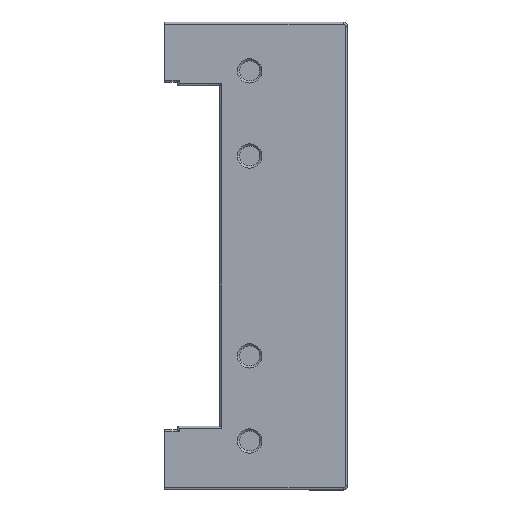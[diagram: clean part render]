
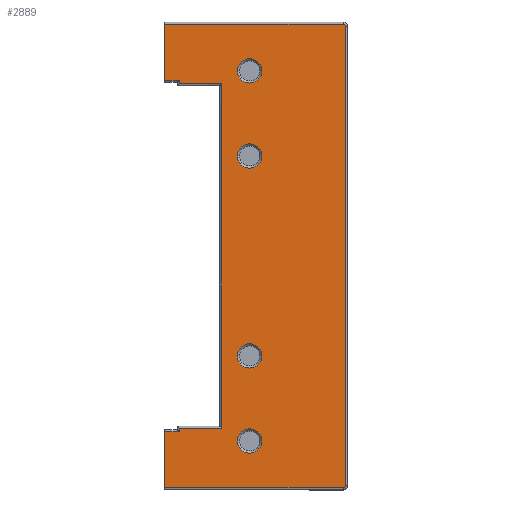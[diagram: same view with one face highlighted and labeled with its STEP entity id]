
A CAD part, top view. The second image highlights one B-rep face of the part: STEP entity #2889.
In plain terms, the highlighted planar face has unit normal (0, 0, 1).
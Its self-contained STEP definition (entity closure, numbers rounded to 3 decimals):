
#57=FACE_BOUND('',#638,.T.);
#58=FACE_BOUND('',#639,.T.);
#59=FACE_BOUND('',#640,.T.);
#60=FACE_BOUND('',#641,.T.);
#225=CIRCLE('',#3110,0.5);
#231=CIRCLE('',#3116,0.5);
#273=CIRCLE('',#3198,2.85);
#274=CIRCLE('',#3199,2.85);
#275=CIRCLE('',#3200,2.85);
#276=CIRCLE('',#3201,2.85);
#442=FACE_OUTER_BOUND('',#637,.T.);
#637=EDGE_LOOP('',(#2313,#2314,#2315,#2316,#2317,#2318,#2319,#2320,#2321,
#2322,#2323,#2324,#2325,#2326));
#638=EDGE_LOOP('',(#2327));
#639=EDGE_LOOP('',(#2328));
#640=EDGE_LOOP('',(#2329));
#641=EDGE_LOOP('',(#2330));
#871=LINE('',#4842,#1104);
#890=LINE('',#4882,#1123);
#891=LINE('',#4884,#1124);
#892=LINE('',#4886,#1125);
#893=LINE('',#4888,#1126);
#894=LINE('',#4890,#1127);
#895=LINE('',#4892,#1128);
#896=LINE('',#4894,#1129);
#897=LINE('',#4896,#1130);
#898=LINE('',#4898,#1131);
#899=LINE('',#4899,#1132);
#900=LINE('',#4900,#1133);
#1104=VECTOR('',#3838,10.);
#1123=VECTOR('',#3897,10.);
#1124=VECTOR('',#3898,10.);
#1125=VECTOR('',#3899,10.);
#1126=VECTOR('',#3900,10.);
#1127=VECTOR('',#3901,10.);
#1128=VECTOR('',#3902,10.);
#1129=VECTOR('',#3903,10.);
#1130=VECTOR('',#3904,10.);
#1131=VECTOR('',#3905,10.);
#1132=VECTOR('',#3906,10.);
#1133=VECTOR('',#3907,10.);
#1341=VERTEX_POINT('',#4681);
#1342=VERTEX_POINT('',#4683);
#1344=VERTEX_POINT('',#4697);
#1346=VERTEX_POINT('',#4701);
#1385=VERTEX_POINT('',#4840);
#1386=VERTEX_POINT('',#4881);
#1387=VERTEX_POINT('',#4883);
#1388=VERTEX_POINT('',#4885);
#1389=VERTEX_POINT('',#4887);
#1390=VERTEX_POINT('',#4889);
#1391=VERTEX_POINT('',#4891);
#1392=VERTEX_POINT('',#4893);
#1393=VERTEX_POINT('',#4895);
#1394=VERTEX_POINT('',#4897);
#1395=VERTEX_POINT('',#4901);
#1396=VERTEX_POINT('',#4903);
#1397=VERTEX_POINT('',#4905);
#1398=VERTEX_POINT('',#4907);
#1640=EDGE_CURVE('',#1341,#1342,#225,.T.);
#1646=EDGE_CURVE('',#1346,#1344,#231,.T.);
#1708=EDGE_CURVE('',#1385,#1341,#871,.T.);
#1727=EDGE_CURVE('',#1385,#1386,#890,.T.);
#1728=EDGE_CURVE('',#1387,#1386,#891,.T.);
#1729=EDGE_CURVE('',#1388,#1387,#892,.T.);
#1730=EDGE_CURVE('',#1389,#1388,#893,.T.);
#1731=EDGE_CURVE('',#1390,#1389,#894,.T.);
#1732=EDGE_CURVE('',#1391,#1390,#895,.T.);
#1733=EDGE_CURVE('',#1392,#1391,#896,.T.);
#1734=EDGE_CURVE('',#1393,#1392,#897,.T.);
#1735=EDGE_CURVE('',#1393,#1394,#898,.T.);
#1736=EDGE_CURVE('',#1344,#1394,#899,.T.);
#1737=EDGE_CURVE('',#1342,#1346,#900,.T.);
#1738=EDGE_CURVE('',#1395,#1395,#273,.T.);
#1739=EDGE_CURVE('',#1396,#1396,#274,.T.);
#1740=EDGE_CURVE('',#1397,#1397,#275,.T.);
#1741=EDGE_CURVE('',#1398,#1398,#276,.T.);
#2313=ORIENTED_EDGE('',*,*,#1640,.F.);
#2314=ORIENTED_EDGE('',*,*,#1708,.F.);
#2315=ORIENTED_EDGE('',*,*,#1727,.T.);
#2316=ORIENTED_EDGE('',*,*,#1728,.F.);
#2317=ORIENTED_EDGE('',*,*,#1729,.F.);
#2318=ORIENTED_EDGE('',*,*,#1730,.F.);
#2319=ORIENTED_EDGE('',*,*,#1731,.F.);
#2320=ORIENTED_EDGE('',*,*,#1732,.F.);
#2321=ORIENTED_EDGE('',*,*,#1733,.F.);
#2322=ORIENTED_EDGE('',*,*,#1734,.F.);
#2323=ORIENTED_EDGE('',*,*,#1735,.T.);
#2324=ORIENTED_EDGE('',*,*,#1736,.F.);
#2325=ORIENTED_EDGE('',*,*,#1646,.F.);
#2326=ORIENTED_EDGE('',*,*,#1737,.F.);
#2327=ORIENTED_EDGE('',*,*,#1738,.F.);
#2328=ORIENTED_EDGE('',*,*,#1739,.F.);
#2329=ORIENTED_EDGE('',*,*,#1740,.F.);
#2330=ORIENTED_EDGE('',*,*,#1741,.F.);
#2763=PLANE('',#3197);
#2889=ADVANCED_FACE('',(#442,#57,#58,#59,#60),#2763,.F.);
#3110=AXIS2_PLACEMENT_3D('',#4684,#3682,#3683);
#3116=AXIS2_PLACEMENT_3D('',#4703,#3694,#3695);
#3197=AXIS2_PLACEMENT_3D('',#4880,#3895,#3896);
#3198=AXIS2_PLACEMENT_3D('',#4902,#3908,#3909);
#3199=AXIS2_PLACEMENT_3D('',#4904,#3910,#3911);
#3200=AXIS2_PLACEMENT_3D('',#4906,#3912,#3913);
#3201=AXIS2_PLACEMENT_3D('',#4908,#3914,#3915);
#3682=DIRECTION('center_axis',(0.,0.,-1.));
#3683=DIRECTION('ref_axis',(0.707,0.707,0.));
#3694=DIRECTION('center_axis',(0.,0.,-1.));
#3695=DIRECTION('ref_axis',(0.707,-0.707,0.));
#3838=DIRECTION('',(1.,0.,0.));
#3895=DIRECTION('center_axis',(0.,0.,-1.));
#3896=DIRECTION('ref_axis',(1.,0.,0.));
#3897=DIRECTION('',(0.,-1.,0.));
#3898=DIRECTION('',(-1.,0.,0.));
#3899=DIRECTION('',(0.,1.,0.));
#3900=DIRECTION('',(-1.,0.,0.));
#3901=DIRECTION('',(0.,1.,0.));
#3902=DIRECTION('',(1.,0.,0.));
#3903=DIRECTION('',(0.,1.,0.));
#3904=DIRECTION('',(1.,0.,0.));
#3905=DIRECTION('',(0.,-1.,0.));
#3906=DIRECTION('',(-1.,0.,0.));
#3907=DIRECTION('',(0.,-1.,0.));
#3908=DIRECTION('center_axis',(0.,0.,1.));
#3909=DIRECTION('ref_axis',(-1.,0.,0.));
#3910=DIRECTION('center_axis',(0.,0.,1.));
#3911=DIRECTION('ref_axis',(-1.,0.,0.));
#3912=DIRECTION('center_axis',(0.,0.,1.));
#3913=DIRECTION('ref_axis',(-1.,0.,0.));
#3914=DIRECTION('center_axis',(0.,0.,1.));
#3915=DIRECTION('ref_axis',(-1.,0.,0.));
#4681=CARTESIAN_POINT('',(52.,54.5,0.));
#4683=CARTESIAN_POINT('',(52.5,54.,0.));
#4684=CARTESIAN_POINT('Origin',(52.,54.,0.));
#4697=CARTESIAN_POINT('',(52.,-54.5,0.));
#4701=CARTESIAN_POINT('',(52.5,-54.,0.));
#4703=CARTESIAN_POINT('Origin',(52.,-54.,0.));
#4840=CARTESIAN_POINT('',(10.,54.5,0.));
#4842=CARTESIAN_POINT('',(45.5,54.5,0.));
#4880=CARTESIAN_POINT('Origin',(48.,0.,0.));
#4881=CARTESIAN_POINT('',(10.,41.3,0.));
#4882=CARTESIAN_POINT('',(10.,60.947,0.));
#4883=CARTESIAN_POINT('',(13.5,41.3,0.));
#4884=CARTESIAN_POINT('',(27.5,41.3,0.));
#4885=CARTESIAN_POINT('',(13.5,40.5,0.));
#4886=CARTESIAN_POINT('',(13.5,20.,0.));
#4887=CARTESIAN_POINT('',(23.5,40.5,0.));
#4888=CARTESIAN_POINT('',(45.5,40.5,0.));
#4889=CARTESIAN_POINT('',(23.5,-40.5,0.));
#4890=CARTESIAN_POINT('',(23.5,-20.,0.));
#4891=CARTESIAN_POINT('',(13.5,-40.5,0.));
#4892=CARTESIAN_POINT('',(29.,-40.5,0.));
#4893=CARTESIAN_POINT('',(13.5,-41.3,0.));
#4894=CARTESIAN_POINT('',(13.5,-27.5,0.));
#4895=CARTESIAN_POINT('',(10.,-41.3,0.));
#4896=CARTESIAN_POINT('',(27.5,-41.3,0.));
#4897=CARTESIAN_POINT('',(10.,-54.5,0.));
#4898=CARTESIAN_POINT('',(10.,60.947,0.));
#4899=CARTESIAN_POINT('',(50.5,-54.5,0.));
#4900=CARTESIAN_POINT('',(52.5,27.5,0.));
#4901=CARTESIAN_POINT('',(32.85,23.5,0.));
#4902=CARTESIAN_POINT('Origin',(30.,23.5,0.));
#4903=CARTESIAN_POINT('',(32.85,-43.5,0.));
#4904=CARTESIAN_POINT('Origin',(30.,-43.5,0.));
#4905=CARTESIAN_POINT('',(32.85,-23.5,0.));
#4906=CARTESIAN_POINT('Origin',(30.,-23.5,0.));
#4907=CARTESIAN_POINT('',(32.85,43.5,0.));
#4908=CARTESIAN_POINT('Origin',(30.,43.5,0.));
